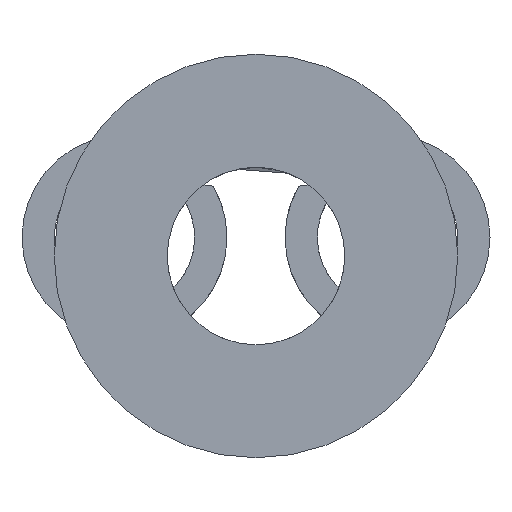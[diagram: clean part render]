
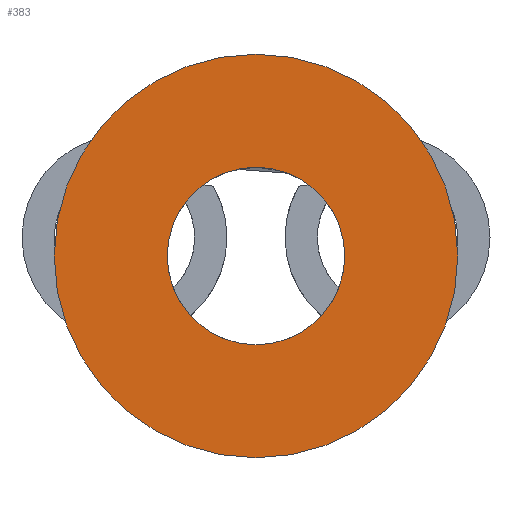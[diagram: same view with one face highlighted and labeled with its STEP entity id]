
A CAD part, front view. The second image highlights one B-rep face of the part: STEP entity #383.
In plain terms, the highlighted planar face has unit normal (0, -1, 0).
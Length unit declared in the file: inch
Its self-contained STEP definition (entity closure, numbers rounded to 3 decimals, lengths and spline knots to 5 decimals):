
#36 = CIRCLE ( 'NONE', #814, 0.055 ) ;
#44 = CARTESIAN_POINT ( 'NONE',  ( 0., 0., -0.055 ) ) ;
#51 = AXIS2_PLACEMENT_3D ( 'NONE', #769, #443, #683 ) ;
#65 = DIRECTION ( 'NONE',  ( 0., 0., 1. ) ) ;
#66 = EDGE_CURVE ( 'NONE', #838, #988, #495, .T. ) ;
#127 = CARTESIAN_POINT ( 'NONE',  ( 0., 0., 0. ) ) ;
#141 = DIRECTION ( 'NONE',  ( 0., 0., 1. ) ) ;
#152 = DIRECTION ( 'NONE',  ( 0., 0., 1. ) ) ;
#251 = CIRCLE ( 'NONE', #509, 0.125 ) ;
#285 = CIRCLE ( 'NONE', #415, 0.055 ) ;
#311 = CARTESIAN_POINT ( 'NONE',  ( 0., 0., 0. ) ) ;
#317 = DIRECTION ( 'NONE',  ( 0., 1., 0. ) ) ;
#360 = EDGE_LOOP ( 'NONE', ( #504, #536 ) ) ;
#374 = EDGE_CURVE ( 'NONE', #988, #838, #251, .T. ) ;
#383 = ADVANCED_FACE ( 'NONE', ( #920, #468 ), #840, .F. ) ;
#415 = AXIS2_PLACEMENT_3D ( 'NONE', #453, #760, #65 ) ;
#439 = DIRECTION ( 'NONE',  ( 0., 1., 0. ) ) ;
#443 = DIRECTION ( 'NONE',  ( 0., 1., 0. ) ) ;
#445 = EDGE_CURVE ( 'NONE', #476, #762, #36, .T. ) ;
#453 = CARTESIAN_POINT ( 'NONE',  ( 0., 0., 0. ) ) ;
#455 = DIRECTION ( 'NONE',  ( 0., 0., 1. ) ) ;
#468 = FACE_OUTER_BOUND ( 'NONE', #360, .T. ) ;
#476 = VERTEX_POINT ( 'NONE', #937 ) ;
#479 = EDGE_CURVE ( 'NONE', #762, #476, #285, .T. ) ;
#495 = CIRCLE ( 'NONE', #51, 0.125 ) ;
#504 = ORIENTED_EDGE ( 'NONE', *, *, #66, .F. ) ;
#509 = AXIS2_PLACEMENT_3D ( 'NONE', #127, #439, #152 ) ;
#521 = EDGE_LOOP ( 'NONE', ( #842, #579 ) ) ;
#536 = ORIENTED_EDGE ( 'NONE', *, *, #374, .F. ) ;
#579 = ORIENTED_EDGE ( 'NONE', *, *, #445, .T. ) ;
#623 = DIRECTION ( 'NONE',  ( 0., 1., 0. ) ) ;
#683 = DIRECTION ( 'NONE',  ( 0., 0., 1. ) ) ;
#760 = DIRECTION ( 'NONE',  ( 0., 1., 0. ) ) ;
#762 = VERTEX_POINT ( 'NONE', #44 ) ;
#767 = AXIS2_PLACEMENT_3D ( 'NONE', #773, #623, #455 ) ;
#769 = CARTESIAN_POINT ( 'NONE',  ( 0., 0., 0. ) ) ;
#773 = CARTESIAN_POINT ( 'NONE',  ( 0., 0., 0. ) ) ;
#809 = CARTESIAN_POINT ( 'NONE',  ( 0., 0., 0.125 ) ) ;
#814 = AXIS2_PLACEMENT_3D ( 'NONE', #311, #317, #141 ) ;
#838 = VERTEX_POINT ( 'NONE', #996 ) ;
#840 = PLANE ( 'NONE',  #767 ) ;
#842 = ORIENTED_EDGE ( 'NONE', *, *, #479, .T. ) ;
#920 = FACE_BOUND ( 'NONE', #521, .T. ) ;
#937 = CARTESIAN_POINT ( 'NONE',  ( 0., 0., 0.055 ) ) ;
#988 = VERTEX_POINT ( 'NONE', #809 ) ;
#996 = CARTESIAN_POINT ( 'NONE',  ( 0., 0., -0.125 ) ) ;
